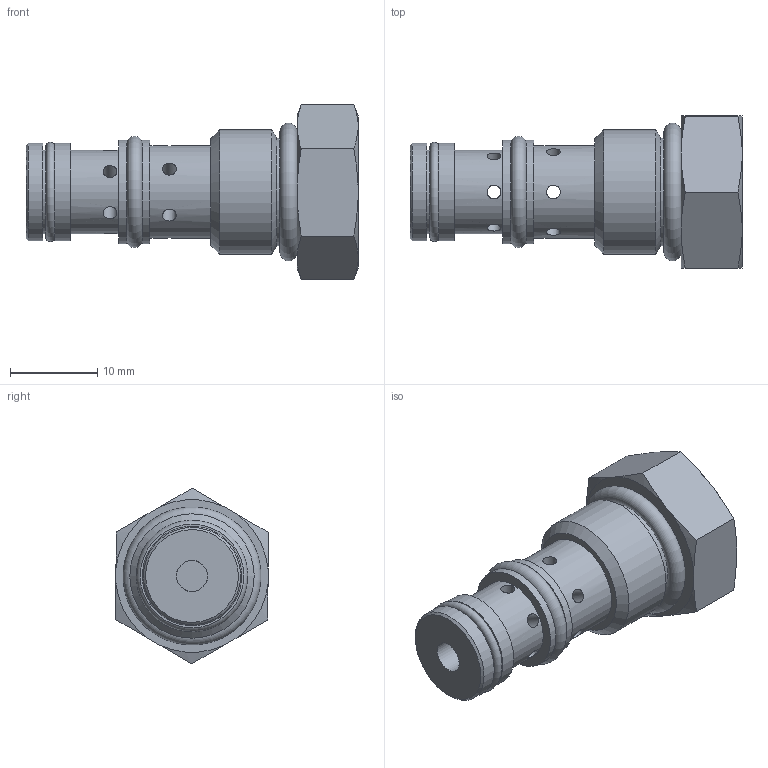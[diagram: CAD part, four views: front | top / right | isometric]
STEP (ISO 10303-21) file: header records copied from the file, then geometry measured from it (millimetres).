
FILE_DESCRIPTION((''),'2;1');
FILE_NAME('1706.stp','2015-01-05T11:55:26',('jml'),(''),'Autodesk Inventor 2010','Autodesk Inventor 2010','');
FILE_SCHEMA(('AUTOMOTIVE_DESIGN { 1 0 10303 214 1 1 1 1 }'));
Length unit declared in the file: inch
Products named in the file (6): 1706; 221613; 990198; 906 O-RING; 9mm O-RING; 012 O-RING
Assembly tree (5 placements, depth 2):
  1706
    221613
    990198
    906 O-RING
    9mm O-RING
    012 O-RING
Bounding box: 38.1 x 17.48 x 20.15 mm (x, y, z)
Volume: 4879.4 mm3; surface area: 4365.5 mm2
Topology: 6 solids, 6 shells, 184 faces, 455 edges, 296 vertices
Faces by surface type: plane 111, cylinder 44, cone 24, torus 5
Full cylindrical faces by diameter (mm): 0.696 x1, 1.575 x12, 3.175 x1, 3.581 x1, 8.001 x1, 8.382 x1, 9.525 x1, 9.55 x1, 9.556 x2, 10.668 x1, 11.151 x2, 11.887 x2, 12.294 x1, 12.7 x1, 13.208 x1, 14.275 x1
Entity records: 5962 total; most frequent: CARTESIAN_POINT 1544, DIRECTION 841, ORIENTED_EDGE 798, EDGE_CURVE 399, AXIS2_PLACEMENT_3D 301, VERTEX_POINT 284, EDGE_LOOP 271, VECTOR 239
